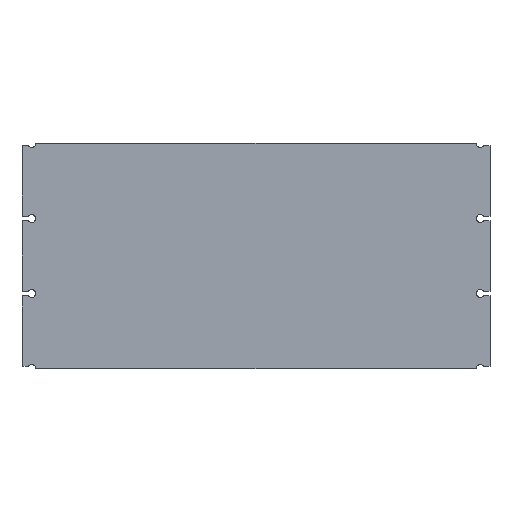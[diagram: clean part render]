
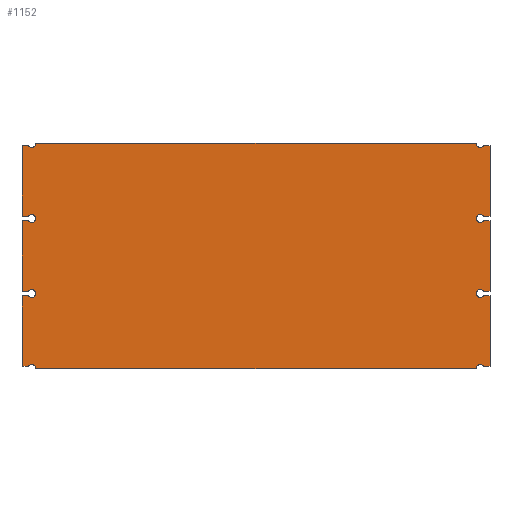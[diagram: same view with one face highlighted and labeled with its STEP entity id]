
A CAD part, front view. The second image highlights one B-rep face of the part: STEP entity #1152.
In plain terms, the highlighted planar face has unit normal (0, -1, 0).
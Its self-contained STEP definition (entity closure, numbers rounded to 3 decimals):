
#524=CIRCLE('',#12284,2.5);
#525=CIRCLE('',#12291,2.5);
#536=CIRCLE('',#12467,2.5);
#537=CIRCLE('',#12471,2.5);
#538=CIRCLE('',#12533,2.5);
#641=CIRCLE('',#12746,2.5);
#642=CIRCLE('',#12750,2.5);
#643=CIRCLE('',#12751,2.5);
#1152=ADVANCED_FACE('',(#1907),#1554,.F.);
#1554=PLANE('',#12752);
#1907=FACE_OUTER_BOUND('',#2370,.T.);
#2370=EDGE_LOOP('',(#4959,#4960,#4961,#4962,#4963,#4964,#4965,#4966,#4967,
#4968,#4969,#4970,#4971,#4972,#4973,#4974,#4975,#4976,#4977,#4978,#4979,
#4980,#4981,#4982,#4983,#4984,#4985,#4986,#4987));
#4959=ORIENTED_EDGE('',*,*,#8631,.T.);
#4960=ORIENTED_EDGE('',*,*,#8629,.T.);
#4961=ORIENTED_EDGE('',*,*,#7196,.F.);
#4962=ORIENTED_EDGE('',*,*,#7199,.T.);
#4963=ORIENTED_EDGE('',*,*,#7202,.F.);
#4964=ORIENTED_EDGE('',*,*,#8634,.F.);
#4965=ORIENTED_EDGE('',*,*,#8097,.T.);
#4966=ORIENTED_EDGE('',*,*,#8635,.T.);
#4967=ORIENTED_EDGE('',*,*,#8086,.F.);
#4968=ORIENTED_EDGE('',*,*,#8636,.F.);
#4969=ORIENTED_EDGE('',*,*,#7149,.T.);
#4970=ORIENTED_EDGE('',*,*,#8637,.T.);
#4971=ORIENTED_EDGE('',*,*,#8638,.F.);
#4972=ORIENTED_EDGE('',*,*,#8639,.F.);
#4973=ORIENTED_EDGE('',*,*,#7156,.T.);
#4974=ORIENTED_EDGE('',*,*,#7160,.T.);
#4975=ORIENTED_EDGE('',*,*,#7163,.F.);
#4976=ORIENTED_EDGE('',*,*,#8118,.T.);
#4977=ORIENTED_EDGE('',*,*,#8121,.F.);
#4978=ORIENTED_EDGE('',*,*,#8141,.F.);
#4979=ORIENTED_EDGE('',*,*,#8134,.T.);
#4980=ORIENTED_EDGE('',*,*,#8125,.T.);
#4981=ORIENTED_EDGE('',*,*,#8604,.F.);
#4982=ORIENTED_EDGE('',*,*,#8148,.F.);
#4983=ORIENTED_EDGE('',*,*,#8325,.T.);
#4984=ORIENTED_EDGE('',*,*,#8337,.T.);
#4985=ORIENTED_EDGE('',*,*,#8340,.F.);
#4986=ORIENTED_EDGE('',*,*,#8157,.F.);
#4987=ORIENTED_EDGE('',*,*,#8633,.T.);
#5678=VERTEX_POINT('',#16316);
#5679=VERTEX_POINT('',#16318);
#5683=VERTEX_POINT('',#16338);
#5684=VERTEX_POINT('',#16340);
#5686=VERTEX_POINT('',#16346);
#5688=VERTEX_POINT('',#16352);
#5718=VERTEX_POINT('',#16418);
#5719=VERTEX_POINT('',#16420);
#5721=VERTEX_POINT('',#16425);
#5722=VERTEX_POINT('',#16430);
#6433=VERTEX_POINT('',#18225);
#6435=VERTEX_POINT('',#18228);
#6443=VERTEX_POINT('',#18307);
#6444=VERTEX_POINT('',#18309);
#6458=VERTEX_POINT('',#18356);
#6459=VERTEX_POINT('',#18361);
#6463=VERTEX_POINT('',#18379);
#6464=VERTEX_POINT('',#18381);
#6471=VERTEX_POINT('',#18416);
#6480=VERTEX_POINT('',#18449);
#6482=VERTEX_POINT('',#18452);
#6490=VERTEX_POINT('',#18470);
#6491=VERTEX_POINT('',#18471);
#6612=VERTEX_POINT('',#18813);
#6621=VERTEX_POINT('',#18890);
#6794=VERTEX_POINT('',#19697);
#6795=VERTEX_POINT('',#19701);
#6796=VERTEX_POINT('',#19710);
#6797=VERTEX_POINT('',#19712);
#7149=EDGE_CURVE('',#5679,#5678,#9081,.T.);
#7156=EDGE_CURVE('',#5684,#5683,#9086,.T.);
#7160=EDGE_CURVE('',#5683,#5686,#524,.T.);
#7163=EDGE_CURVE('',#5688,#5686,#9091,.T.);
#7196=EDGE_CURVE('',#5718,#5719,#9124,.T.);
#7199=EDGE_CURVE('',#5718,#5721,#525,.T.);
#7202=EDGE_CURVE('',#5722,#5721,#9128,.T.);
#8086=EDGE_CURVE('',#6433,#6435,#10002,.T.);
#8097=EDGE_CURVE('',#6444,#6443,#10007,.T.);
#8118=EDGE_CURVE('',#5688,#6458,#536,.T.);
#8121=EDGE_CURVE('',#6459,#6458,#10021,.T.);
#8125=EDGE_CURVE('',#6464,#6463,#537,.T.);
#8134=EDGE_CURVE('',#6471,#6464,#10027,.T.);
#8141=EDGE_CURVE('',#6471,#6459,#10032,.T.);
#8148=EDGE_CURVE('',#6480,#6482,#10039,.T.);
#8157=EDGE_CURVE('',#6490,#6491,#10048,.T.);
#8325=EDGE_CURVE('',#6480,#6612,#10215,.T.);
#8337=EDGE_CURVE('',#6612,#6621,#538,.T.);
#8340=EDGE_CURVE('',#6491,#6621,#10219,.T.);
#8604=EDGE_CURVE('',#6482,#6463,#10370,.T.);
#8629=EDGE_CURVE('',#6794,#5719,#641,.T.);
#8631=EDGE_CURVE('',#6795,#6794,#10388,.T.);
#8633=EDGE_CURVE('',#6490,#6795,#10390,.T.);
#8634=EDGE_CURVE('',#6444,#5722,#10391,.T.);
#8635=EDGE_CURVE('',#6443,#6435,#642,.T.);
#8636=EDGE_CURVE('',#5679,#6433,#10392,.T.);
#8637=EDGE_CURVE('',#5678,#6796,#643,.T.);
#8638=EDGE_CURVE('',#6797,#6796,#10393,.T.);
#8639=EDGE_CURVE('',#5684,#6797,#10394,.T.);
#9081=LINE('',#16317,#10643);
#9086=LINE('',#16339,#10648);
#9091=LINE('',#16354,#10653);
#9124=LINE('',#16419,#10686);
#9128=LINE('',#16432,#10690);
#10002=LINE('',#18227,#11564);
#10007=LINE('',#18308,#11569);
#10021=LINE('',#18363,#11583);
#10027=LINE('',#18415,#11589);
#10032=LINE('',#18437,#11594);
#10039=LINE('',#18451,#11601);
#10048=LINE('',#18469,#11610);
#10215=LINE('',#18814,#11777);
#10219=LINE('',#18914,#11781);
#10370=LINE('',#19494,#11932);
#10388=LINE('',#19700,#11950);
#10390=LINE('',#19704,#11952);
#10391=LINE('',#19706,#11953);
#10392=LINE('',#19708,#11954);
#10393=LINE('',#19711,#11955);
#10394=LINE('',#19713,#11956);
#10643=VECTOR('',#13038,1.);
#10648=VECTOR('',#13047,1.);
#10653=VECTOR('',#13060,1.);
#10686=VECTOR('',#13099,1.);
#10690=VECTOR('',#13111,1.);
#11564=VECTOR('',#14305,1.);
#11569=VECTOR('',#14314,1.);
#11583=VECTOR('',#14356,1.);
#11589=VECTOR('',#14374,1.);
#11594=VECTOR('',#14383,1.);
#11601=VECTOR('',#14392,1.);
#11610=VECTOR('',#14403,1.);
#11777=VECTOR('',#14668,1.);
#11781=VECTOR('',#14684,1.);
#11932=VECTOR('',#15243,1.);
#11950=VECTOR('',#15279,1.);
#11952=VECTOR('',#15283,1.);
#11953=VECTOR('',#15286,1.);
#11954=VECTOR('',#15289,1.);
#11955=VECTOR('',#15292,1.);
#11956=VECTOR('',#15293,1.);
#12284=AXIS2_PLACEMENT_3D('',#16348,#13053,#13054);
#12291=AXIS2_PLACEMENT_3D('',#16426,#13104,#13105);
#12467=AXIS2_PLACEMENT_3D('',#18357,#14349,#14350);
#12471=AXIS2_PLACEMENT_3D('',#18380,#14361,#14362);
#12533=AXIS2_PLACEMENT_3D('',#18891,#14680,#14681);
#12746=AXIS2_PLACEMENT_3D('',#19696,#15274,#15275);
#12750=AXIS2_PLACEMENT_3D('',#19707,#15287,#15288);
#12751=AXIS2_PLACEMENT_3D('',#19709,#15290,#15291);
#12752=AXIS2_PLACEMENT_3D('',#19714,#15294,#15295);
#13038=DIRECTION('',(-1.,0.,0.));
#13047=DIRECTION('',(-1.,0.,0.));
#13053=DIRECTION('',(0.,1.,0.));
#13054=DIRECTION('',(0.8,0.,-0.6));
#13060=DIRECTION('',(1.,0.,0.));
#13099=DIRECTION('',(-1.,0.,0.));
#13104=DIRECTION('',(0.,1.,0.));
#13105=DIRECTION('',(-0.995,0.,-0.1));
#13111=DIRECTION('',(-1.,0.,0.));
#14305=DIRECTION('',(-1.,0.,0.));
#14314=DIRECTION('',(-1.,0.,0.));
#14349=DIRECTION('',(0.,1.,0.));
#14350=DIRECTION('',(0.995,0.,0.1));
#14356=DIRECTION('',(1.,0.,0.));
#14361=DIRECTION('',(0.,1.,0.));
#14362=DIRECTION('',(-0.8,0.,0.6));
#14374=DIRECTION('',(1.,0.,0.));
#14383=DIRECTION('',(0.,0.,1.));
#14392=DIRECTION('',(0.,0.,1.));
#14403=DIRECTION('',(0.,0.,1.));
#14668=DIRECTION('',(1.,0.,0.));
#14680=DIRECTION('',(0.,1.,0.));
#14681=DIRECTION('',(-0.8,0.,0.6));
#14684=DIRECTION('',(1.,0.,0.));
#15243=DIRECTION('',(1.,0.,0.));
#15274=DIRECTION('',(0.,1.,0.));
#15275=DIRECTION('',(-0.8,0.,0.6));
#15279=DIRECTION('',(1.,0.,0.));
#15283=DIRECTION('',(0.707,0.,-0.707));
#15286=DIRECTION('',(0.,0.,-1.));
#15287=DIRECTION('',(0.,1.,0.));
#15288=DIRECTION('',(0.8,0.,-0.6));
#15289=DIRECTION('',(0.,0.,-1.));
#15290=DIRECTION('',(0.,1.,0.));
#15291=DIRECTION('',(0.8,0.,-0.6));
#15292=DIRECTION('',(-1.,0.,0.));
#15293=DIRECTION('',(0.,0.,-1.));
#15294=DIRECTION('',(0.,1.,0.));
#15295=DIRECTION('',(-1.,0.,0.));
#16316=CARTESIAN_POINT('',(141.,0.,21.75));
#16317=CARTESIAN_POINT('',(145.,0.,21.75));
#16318=CARTESIAN_POINT('',(145.,0.,21.75));
#16338=CARTESIAN_POINT('',(141.,0.,68.25));
#16339=CARTESIAN_POINT('',(145.,0.,68.25));
#16340=CARTESIAN_POINT('',(145.,0.,68.25));
#16346=CARTESIAN_POINT('',(136.513,0.,70.));
#16348=CARTESIAN_POINT('',(139.,0.,69.75));
#16352=CARTESIAN_POINT('',(-136.513,0.,70.));
#16354=CARTESIAN_POINT('',(-136.513,0.,70.));
#16418=CARTESIAN_POINT('',(136.513,0.,-70.));
#16419=CARTESIAN_POINT('',(136.513,0.,-70.));
#16420=CARTESIAN_POINT('',(-136.513,0.,-70.));
#16425=CARTESIAN_POINT('',(141.,0.,-68.25));
#16426=CARTESIAN_POINT('',(139.,0.,-69.75));
#16430=CARTESIAN_POINT('',(145.,0.,-68.25));
#16432=CARTESIAN_POINT('',(145.,0.,-68.25));
#18225=CARTESIAN_POINT('',(145.,0.,-21.75));
#18227=CARTESIAN_POINT('',(145.,0.,-21.75));
#18228=CARTESIAN_POINT('',(141.,0.,-21.75));
#18307=CARTESIAN_POINT('',(141.,0.,-24.75));
#18308=CARTESIAN_POINT('',(145.,0.,-24.75));
#18309=CARTESIAN_POINT('',(145.,0.,-24.75));
#18356=CARTESIAN_POINT('',(-141.,0.,68.25));
#18357=CARTESIAN_POINT('',(-139.,0.,69.75));
#18361=CARTESIAN_POINT('',(-145.,0.,68.25));
#18363=CARTESIAN_POINT('',(-145.,0.,68.25));
#18379=CARTESIAN_POINT('',(-141.,0.,21.75));
#18380=CARTESIAN_POINT('',(-139.,0.,23.25));
#18381=CARTESIAN_POINT('',(-141.,0.,24.75));
#18415=CARTESIAN_POINT('',(-145.,0.,24.75));
#18416=CARTESIAN_POINT('',(-145.,0.,24.75));
#18437=CARTESIAN_POINT('',(-145.,0.,24.75));
#18449=CARTESIAN_POINT('',(-145.,0.,-21.75));
#18451=CARTESIAN_POINT('',(-145.,0.,-21.75));
#18452=CARTESIAN_POINT('',(-145.,0.,21.75));
#18469=CARTESIAN_POINT('',(-145.,0.,-67.75));
#18470=CARTESIAN_POINT('',(-145.,0.,-67.75));
#18471=CARTESIAN_POINT('',(-145.,0.,-24.75));
#18813=CARTESIAN_POINT('',(-141.,0.,-21.75));
#18814=CARTESIAN_POINT('',(-145.,0.,-21.75));
#18890=CARTESIAN_POINT('',(-141.,0.,-24.75));
#18891=CARTESIAN_POINT('',(-139.,0.,-23.25));
#18914=CARTESIAN_POINT('',(-145.,0.,-24.75));
#19494=CARTESIAN_POINT('',(-145.,0.,21.75));
#19696=CARTESIAN_POINT('',(-139.,0.,-69.75));
#19697=CARTESIAN_POINT('',(-141.,0.,-68.25));
#19700=CARTESIAN_POINT('',(-144.5,0.,-68.25));
#19701=CARTESIAN_POINT('',(-144.5,0.,-68.25));
#19704=CARTESIAN_POINT('',(-145.,0.,-67.75));
#19706=CARTESIAN_POINT('',(145.,0.,-24.75));
#19707=CARTESIAN_POINT('',(139.,0.,-23.25));
#19708=CARTESIAN_POINT('',(145.,0.,21.75));
#19709=CARTESIAN_POINT('',(139.,0.,23.25));
#19710=CARTESIAN_POINT('',(141.,0.,24.75));
#19711=CARTESIAN_POINT('',(145.,0.,24.75));
#19712=CARTESIAN_POINT('',(145.,0.,24.75));
#19713=CARTESIAN_POINT('',(145.,0.,68.25));
#19714=CARTESIAN_POINT('',(0.,0.,0.));
